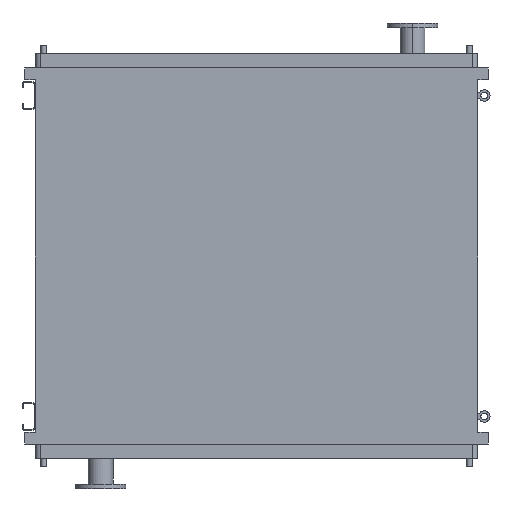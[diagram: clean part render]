
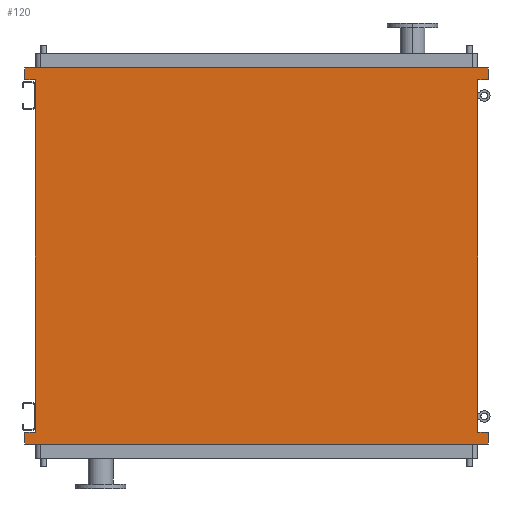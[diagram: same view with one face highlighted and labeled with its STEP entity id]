
A CAD part, front view. The second image highlights one B-rep face of the part: STEP entity #120.
In plain terms, the highlighted planar face has unit normal (0, -1, 0).
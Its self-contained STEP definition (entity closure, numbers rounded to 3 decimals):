
#47 = CARTESIAN_POINT ( 'NONE',  ( 1011., 0., -1545. ) ) ;
#108 = VECTOR ( 'NONE', #6658, 1000. ) ;
#120 = ADVANCED_FACE ( 'NONE', ( #3240 ), #7040, .T. ) ;
#157 = ORIENTED_EDGE ( 'NONE', *, *, #6685, .F. ) ;
#185 = LINE ( 'NONE', #692, #7178 ) ;
#523 = LINE ( 'NONE', #4463, #7311 ) ;
#644 = VECTOR ( 'NONE', #5251, 1000. ) ;
#692 = CARTESIAN_POINT ( 'NONE',  ( -1011., 0., -1493. ) ) ;
#699 = DIRECTION ( 'NONE',  ( -1., 0., 0. ) ) ;
#703 = CARTESIAN_POINT ( 'NONE',  ( -965., 0., -1450. ) ) ;
#843 = EDGE_CURVE ( 'NONE', #5539, #7378, #2165, .T. ) ;
#893 = VECTOR ( 'NONE', #699, 1000. ) ;
#957 = LINE ( 'NONE', #4704, #6266 ) ;
#968 = EDGE_CURVE ( 'NONE', #6028, #2187, #8077, .T. ) ;
#1023 = LINE ( 'NONE', #4107, #108 ) ;
#1044 = CARTESIAN_POINT ( 'NONE',  ( 965., 0., 43. ) ) ;
#1057 = VECTOR ( 'NONE', #3676, 1000. ) ;
#1396 = CARTESIAN_POINT ( 'NONE',  ( -1011., 0., 43. ) ) ;
#1397 = ORIENTED_EDGE ( 'NONE', *, *, #2812, .F. ) ;
#1479 = CARTESIAN_POINT ( 'NONE',  ( -1011., 0., -1545. ) ) ;
#1485 = EDGE_CURVE ( 'NONE', #7378, #6035, #5230, .T. ) ;
#1533 = CARTESIAN_POINT ( 'NONE',  ( 1011., 0., -1545. ) ) ;
#1743 = ORIENTED_EDGE ( 'NONE', *, *, #968, .F. ) ;
#1790 = EDGE_CURVE ( 'NONE', #6169, #2750, #6187, .T. ) ;
#1991 = DIRECTION ( 'NONE',  ( 0., 0., -1. ) ) ;
#2090 = VECTOR ( 'NONE', #7816, 1000. ) ;
#2165 = LINE ( 'NONE', #1533, #4486 ) ;
#2187 = VERTEX_POINT ( 'NONE', #4957 ) ;
#2306 = ORIENTED_EDGE ( 'NONE', *, *, #1790, .F. ) ;
#2388 = LINE ( 'NONE', #7389, #1057 ) ;
#2666 = VERTEX_POINT ( 'NONE', #3197 ) ;
#2720 = DIRECTION ( 'NONE',  ( 1., 0., 0. ) ) ;
#2750 = VERTEX_POINT ( 'NONE', #7740 ) ;
#2806 = CARTESIAN_POINT ( 'NONE',  ( 1011., 0., 43. ) ) ;
#2812 = EDGE_CURVE ( 'NONE', #2187, #6169, #6407, .T. ) ;
#2829 = CARTESIAN_POINT ( 'NONE',  ( -965., 0., -1450. ) ) ;
#2972 = DIRECTION ( 'NONE',  ( 0., 0., 1. ) ) ;
#3197 = CARTESIAN_POINT ( 'NONE',  ( 965., 0., -1493. ) ) ;
#3240 = FACE_OUTER_BOUND ( 'NONE', #7755, .T. ) ;
#3265 = EDGE_CURVE ( 'NONE', #3613, #5734, #7227, .T. ) ;
#3492 = DIRECTION ( 'NONE',  ( 0., 0., -1. ) ) ;
#3542 = VECTOR ( 'NONE', #2972, 1000. ) ;
#3572 = ORIENTED_EDGE ( 'NONE', *, *, #1485, .F. ) ;
#3613 = VERTEX_POINT ( 'NONE', #7182 ) ;
#3622 = ORIENTED_EDGE ( 'NONE', *, *, #843, .F. ) ;
#3676 = DIRECTION ( 'NONE',  ( 1., 0., 0. ) ) ;
#4107 = CARTESIAN_POINT ( 'NONE',  ( 1011., 0., 95. ) ) ;
#4436 = CARTESIAN_POINT ( 'NONE',  ( -1011., 0., -1493. ) ) ;
#4463 = CARTESIAN_POINT ( 'NONE',  ( 965., 0., 43. ) ) ;
#4486 = VECTOR ( 'NONE', #5175, 1000. ) ;
#4491 = CARTESIAN_POINT ( 'NONE',  ( 1011., 0., 43. ) ) ;
#4539 = ORIENTED_EDGE ( 'NONE', *, *, #5304, .T. ) ;
#4627 = ORIENTED_EDGE ( 'NONE', *, *, #6263, .F. ) ;
#4687 = EDGE_CURVE ( 'NONE', #2750, #3613, #1023, .T. ) ;
#4704 = CARTESIAN_POINT ( 'NONE',  ( 1011., 0., -1493. ) ) ;
#4720 = DIRECTION ( 'NONE',  ( 0., -1., 0. ) ) ;
#4851 = CARTESIAN_POINT ( 'NONE',  ( -1011., 0., 43. ) ) ;
#4957 = CARTESIAN_POINT ( 'NONE',  ( -965., 0., 43. ) ) ;
#5035 = ORIENTED_EDGE ( 'NONE', *, *, #6279, .F. ) ;
#5135 = VECTOR ( 'NONE', #7263, 1000. ) ;
#5175 = DIRECTION ( 'NONE',  ( -1., 0., 0. ) ) ;
#5230 = LINE ( 'NONE', #1479, #2090 ) ;
#5251 = DIRECTION ( 'NONE',  ( 0., 0., 1. ) ) ;
#5286 = AXIS2_PLACEMENT_3D ( 'NONE', #703, #4720, #1991 ) ;
#5304 = EDGE_CURVE ( 'NONE', #2666, #5453, #7217, .T. ) ;
#5453 = VERTEX_POINT ( 'NONE', #1044 ) ;
#5539 = VERTEX_POINT ( 'NONE', #47 ) ;
#5558 = VECTOR ( 'NONE', #7337, 1000. ) ;
#5721 = CARTESIAN_POINT ( 'NONE',  ( -1011., 0., -1545. ) ) ;
#5734 = VERTEX_POINT ( 'NONE', #4491 ) ;
#5769 = ORIENTED_EDGE ( 'NONE', *, *, #7515, .F. ) ;
#5885 = CARTESIAN_POINT ( 'NONE',  ( 965., 0., -1450. ) ) ;
#6028 = VERTEX_POINT ( 'NONE', #6868 ) ;
#6035 = VERTEX_POINT ( 'NONE', #4436 ) ;
#6169 = VERTEX_POINT ( 'NONE', #4851 ) ;
#6187 = LINE ( 'NONE', #6390, #3542 ) ;
#6263 = EDGE_CURVE ( 'NONE', #5734, #5453, #523, .T. ) ;
#6266 = VECTOR ( 'NONE', #3492, 1000. ) ;
#6279 = EDGE_CURVE ( 'NONE', #6035, #6028, #185, .T. ) ;
#6390 = CARTESIAN_POINT ( 'NONE',  ( -1011., 0., 95. ) ) ;
#6407 = LINE ( 'NONE', #1396, #893 ) ;
#6476 = VERTEX_POINT ( 'NONE', #7049 ) ;
#6658 = DIRECTION ( 'NONE',  ( 1., 0., 0. ) ) ;
#6685 = EDGE_CURVE ( 'NONE', #2666, #6476, #2388, .T. ) ;
#6868 = CARTESIAN_POINT ( 'NONE',  ( -965., 0., -1493. ) ) ;
#7040 = PLANE ( 'NONE',  #5286 ) ;
#7049 = CARTESIAN_POINT ( 'NONE',  ( 1011., 0., -1493. ) ) ;
#7178 = VECTOR ( 'NONE', #2720, 1000. ) ;
#7182 = CARTESIAN_POINT ( 'NONE',  ( 1011., 0., 95. ) ) ;
#7217 = LINE ( 'NONE', #5885, #644 ) ;
#7227 = LINE ( 'NONE', #2806, #5135 ) ;
#7263 = DIRECTION ( 'NONE',  ( 0., 0., -1. ) ) ;
#7311 = VECTOR ( 'NONE', #7767, 1000. ) ;
#7337 = DIRECTION ( 'NONE',  ( 0., 0., 1. ) ) ;
#7378 = VERTEX_POINT ( 'NONE', #5721 ) ;
#7389 = CARTESIAN_POINT ( 'NONE',  ( 965., 0., -1493. ) ) ;
#7515 = EDGE_CURVE ( 'NONE', #6476, #5539, #957, .T. ) ;
#7657 = ORIENTED_EDGE ( 'NONE', *, *, #3265, .F. ) ;
#7740 = CARTESIAN_POINT ( 'NONE',  ( -1011., 0., 95. ) ) ;
#7755 = EDGE_LOOP ( 'NONE', ( #4539, #4627, #7657, #8065, #2306, #1397, #1743, #5035, #3572, #3622, #5769, #157 ) ) ;
#7767 = DIRECTION ( 'NONE',  ( -1., 0., 0. ) ) ;
#7816 = DIRECTION ( 'NONE',  ( 0., 0., 1. ) ) ;
#8065 = ORIENTED_EDGE ( 'NONE', *, *, #4687, .F. ) ;
#8077 = LINE ( 'NONE', #2829, #5558 ) ;
